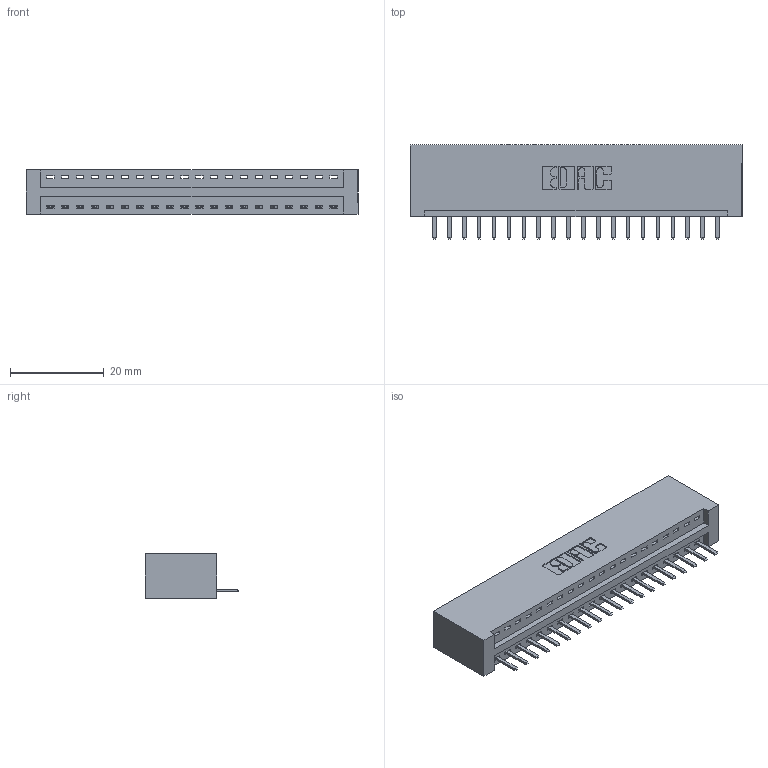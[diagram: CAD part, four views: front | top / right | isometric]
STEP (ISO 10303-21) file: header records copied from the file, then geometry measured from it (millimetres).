
FILE_DESCRIPTION (( 'STEP AP203' ), '1' );
FILE_NAME ('396-020-520-101.STEP', '2019-10-26T21:01:46', ( '' ), ( '' ), 'SwSTEP 2.0', 'SolidWorks 2016', '' );
FILE_SCHEMA (( 'CONFIG_CONTROL_DESIGN' ));
Length unit declared in the file: inch
Products named in the file (3): 396-020-520-101; 346 Part_No Mounting Lugs; 345-292-001_345-293-120
Assembly tree (21 placements, depth 2):
  396-020-520-101
    346 Part_No Mounting Lugs
    345-292-001_345-293-120  x20
Bounding box: 70.74 x 20.02 x 9.4 mm (x, y, z)
Volume: 7111.6 mm3; surface area: 8534.2 mm2
Topology: 21 solids, 21 shells, 1354 faces, 3985 edges, 2602 vertices
Faces by surface type: plane 912, cylinder 442
Entity records: 15211 total; most frequent: CARTESIAN_POINT 2632, ORIENTED_EDGE 2574, DIRECTION 2331, EDGE_CURVE 1287, LINE 1079, VECTOR 1079, VERTEX_POINT 854, AXIS2_PLACEMENT_3D 626
